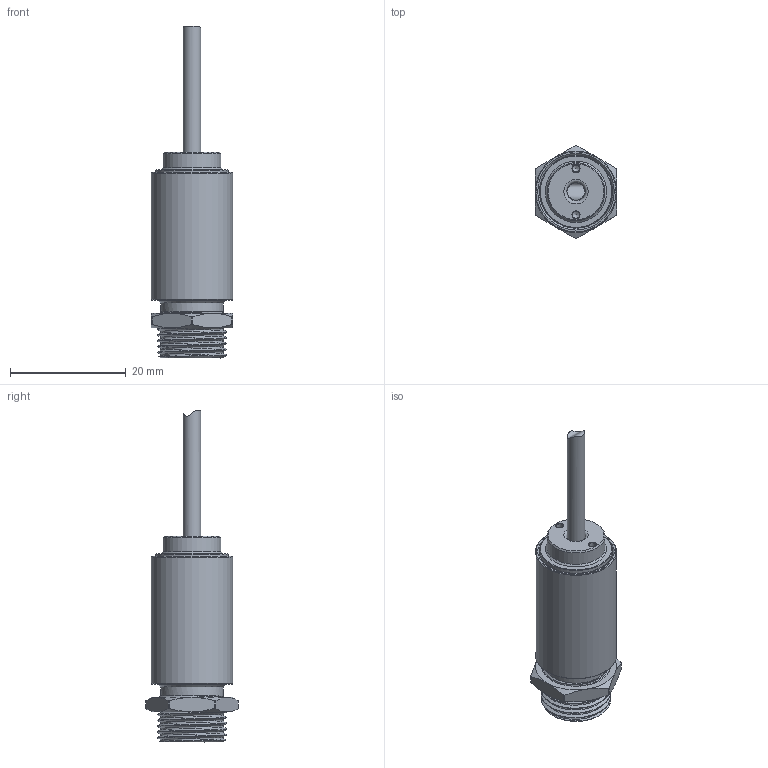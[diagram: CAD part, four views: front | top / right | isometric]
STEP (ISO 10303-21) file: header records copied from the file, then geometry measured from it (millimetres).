
FILE_DESCRIPTION (( 'STEP AP214' ), '1' );
FILE_NAME ('CT-CF-Kopf.STEP', '2012-01-06T08:39:32', ( 'qwe' ), ( '' ), 'SwSTEP 2.0', 'SolidWorks 2012', '' );
FILE_SCHEMA (( 'AUTOMOTIVE_DESIGN' ));
Length unit declared in the file: millimetre
Products named in the file (8): 63010 O-Ring 11 x 1_O-Ring 10 x 1; 63075 O-Ring 7,5x1,25_O-Ring 7,5 x 1,5; 52002-X Kopfkabel-Xm; 1C115 Schraubkappe_Schraubkappe PTFE-Kabel; 1C010 SI-Linse; 62101 Sechskantmutter M12x1_M12x1; 1C110-4 Gehäuserohr-CF; CT-CF-Kopf
Assembly tree (7 placements, depth 2):
  CT-CF-Kopf
    1C110-4 Gehäuserohr-CF
    62101 Sechskantmutter M12x1_M12x1
    1C010 SI-Linse
    1C115 Schraubkappe_Schraubkappe PTFE-Kabel
    52002-X Kopfkabel-Xm
    63075 O-Ring 7,5x1,25_O-Ring 7,5 x 1,5
    63010 O-Ring 11 x 1_O-Ring 10 x 1
Bounding box: 14 x 16 x 57.25 mm (x, y, z)
Volume: 1935.3 mm3; surface area: 4508.7 mm2
Topology: 7 solids, 7 shells, 95 faces, 187 edges, 110 vertices
Faces by surface type: cone 39, cylinder 25, plane 22, torus 4, bspline 4, sphere 1
Full cylindrical faces by diameter (mm): 1.2 x2, 3 x1, 3.2 x1, 7.3 x1, 8 x1, 9.6 x1, 10 x2, 10.8 x2, 11 x1, 11.5 x1, 12 x1, 12.4 x1, 12.5 x1, 12.6 x1, 14 x1
Entity records: 4159 total; most frequent: CARTESIAN_POINT 2081, DIRECTION 386, ORIENTED_EDGE 268, AXIS2_PLACEMENT_3D 187, EDGE_LOOP 152, EDGE_CURVE 134, FACE_OUTER_BOUND 113, VERTEX_POINT 104
